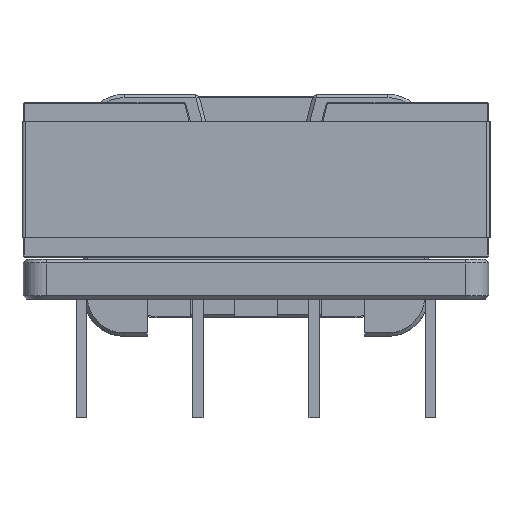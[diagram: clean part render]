
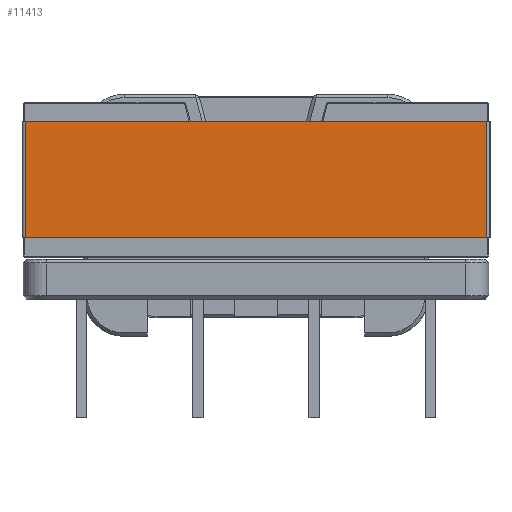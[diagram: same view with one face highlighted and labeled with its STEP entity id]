
A CAD part, left-side view. The second image highlights one B-rep face of the part: STEP entity #11413.
In plain terms, the highlighted planar face has unit normal (-1, 0, 0).
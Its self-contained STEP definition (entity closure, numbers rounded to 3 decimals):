
#876=FACE_OUTER_BOUND('',#1535,.T.);
#1535=EDGE_LOOP('',(#9581,#9582,#9583,#9584));
#2892=LINE('',#18057,#4252);
#2896=LINE('',#18067,#4256);
#2897=LINE('',#18071,#4257);
#2898=LINE('',#18072,#4258);
#4252=VECTOR('',#15009,19.8);
#4256=VECTOR('',#15019,4.988);
#4257=VECTOR('',#15024,4.988);
#4258=VECTOR('',#15025,19.8);
#5165=VERTEX_POINT('',#18054);
#5166=VERTEX_POINT('',#18056);
#5169=VERTEX_POINT('',#18066);
#5170=VERTEX_POINT('',#18070);
#6651=EDGE_CURVE('',#5165,#5166,#2892,.T.);
#6656=EDGE_CURVE('',#5166,#5169,#2896,.T.);
#6658=EDGE_CURVE('',#5165,#5170,#2897,.T.);
#6659=EDGE_CURVE('',#5169,#5170,#2898,.T.);
#9581=ORIENTED_EDGE('',*,*,#6651,.F.);
#9582=ORIENTED_EDGE('',*,*,#6658,.T.);
#9583=ORIENTED_EDGE('',*,*,#6659,.F.);
#9584=ORIENTED_EDGE('',*,*,#6656,.F.);
#10204=PLANE('',#12170);
#11413=ADVANCED_FACE('',(#876),#10204,.T.);
#12170=AXIS2_PLACEMENT_3D('',#18069,#15022,#15023);
#15009=DIRECTION('',(0.,1.,0.));
#15019=DIRECTION('',(0.,0.,1.));
#15022=DIRECTION('center_axis',(-1.,0.,0.));
#15023=DIRECTION('ref_axis',(0.,-1.,0.));
#15024=DIRECTION('',(0.,0.,1.));
#15025=DIRECTION('',(0.,-1.,0.));
#18054=CARTESIAN_POINT('',(-10.05,-9.9,4.231));
#18056=CARTESIAN_POINT('',(-10.05,9.9,4.231));
#18057=CARTESIAN_POINT('',(-10.05,-9.9,4.231));
#18066=CARTESIAN_POINT('',(-10.05,9.9,9.219));
#18067=CARTESIAN_POINT('',(-10.05,9.9,4.231));
#18069=CARTESIAN_POINT('Origin',(-10.05,9.9,4.231));
#18070=CARTESIAN_POINT('',(-10.05,-9.9,9.219));
#18071=CARTESIAN_POINT('',(-10.05,-9.9,4.231));
#18072=CARTESIAN_POINT('',(-10.05,-9.9,9.219));
